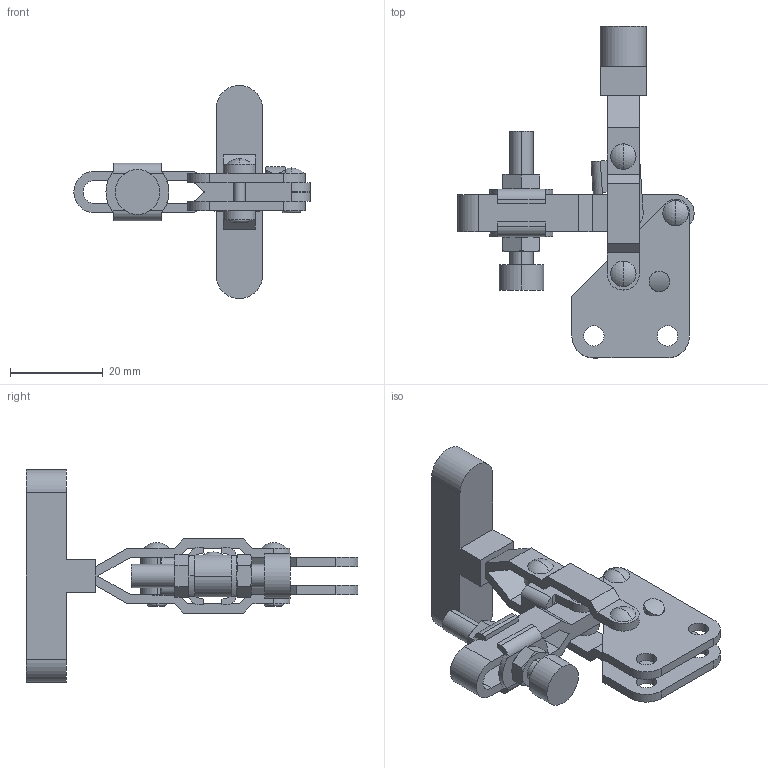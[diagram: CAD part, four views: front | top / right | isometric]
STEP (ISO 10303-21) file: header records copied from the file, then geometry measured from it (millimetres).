
FILE_DESCRIPTION (( 'STEP AP214' ), '1' );
FILE_NAME ('GH-101-AIT(Â²¤Æ).STEP', '2020-03-10T05:12:31', ( 'LinWei' ), ( '' ), 'SwSTEP 2.0', 'SolidWorks 2016', '' );
FILE_SCHEMA (( 'AUTOMOTIVE_DESIGN' ));
Length unit declared in the file: millimetre
Products named in the file (7): 1101AIT09-1^GH-101-AIT(簡化); Group6^GH-101-AIT(簡化); Group5^GH-101-AIT(簡化); Group4^GH-101-AIT(簡化); Group2^GH-101-AIT(簡化); Group1^GH-101-AIT(簡化); GH-101-AIT(簡化)
Assembly tree (6 placements, depth 2):
  GH-101-AIT(簡化)
    Group1^GH-101-AIT(簡化)
    Group2^GH-101-AIT(簡化)
    Group4^GH-101-AIT(簡化)
    Group5^GH-101-AIT(簡化)
    Group6^GH-101-AIT(簡化)
    1101AIT09-1^GH-101-AIT(簡化)
Bounding box: 51 x 71.6 x 46 mm (x, y, z)
Volume: 11933 mm3; surface area: 11603.7 mm2
Topology: 10 solids, 10 shells, 273 faces, 677 edges, 437 vertices
Faces by surface type: plane 129, cylinder 96, cone 32, torus 8, sphere 8
Entity records: 9468 total; most frequent: CARTESIAN_POINT 1679, DIRECTION 1429, ORIENTED_EDGE 1354, EDGE_CURVE 677, AXIS2_PLACEMENT_3D 537, VERTEX_POINT 437, VECTOR 355, LINE 355
